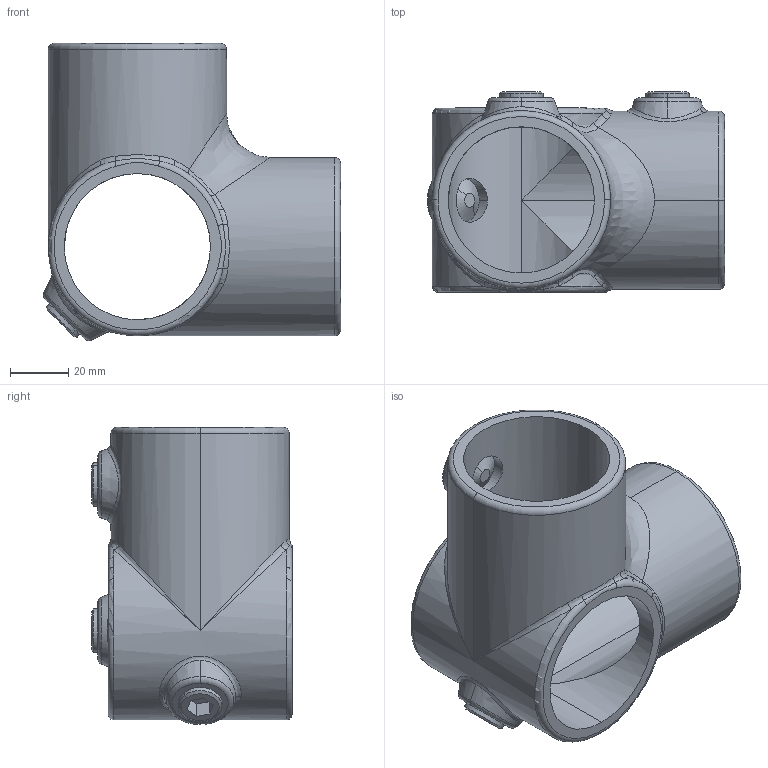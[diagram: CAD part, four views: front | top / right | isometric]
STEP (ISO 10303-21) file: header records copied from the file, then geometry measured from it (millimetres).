
FILE_DESCRIPTION (( 'STEP AP203' ), '1' );
FILE_NAME ('T11600.STEP', '2018-03-26T08:57:33', ( '' ), ( '' ), 'SwSTEP 2.0', 'SolidWorks 2016', '' );
FILE_SCHEMA (( 'CONFIG_CONTROL_DESIGN' ));
Length unit declared in the file: millimetre
Products named in the file (3): T11600; T19300
Assembly tree (4 placements, depth 2):
  T11600
    T11600
    T19300  x3
Bounding box: 101.61 x 68.56 x 101.61 mm (x, y, z)
Volume: 130934.1 mm3; surface area: 51823 mm2
Topology: 4 solids, 4 shells, 127 faces, 298 edges, 179 vertices
Faces by surface type: plane 34, bspline 33, cylinder 28, cone 18, torus 14
Entity records: 5846 total; most frequent: CARTESIAN_POINT 3478, ORIENTED_EDGE 460, DIRECTION 384, EDGE_CURVE 230, AXIS2_PLACEMENT_3D 167, VERTEX_POINT 139, EDGE_LOOP 111, FACE_OUTER_BOUND 97
